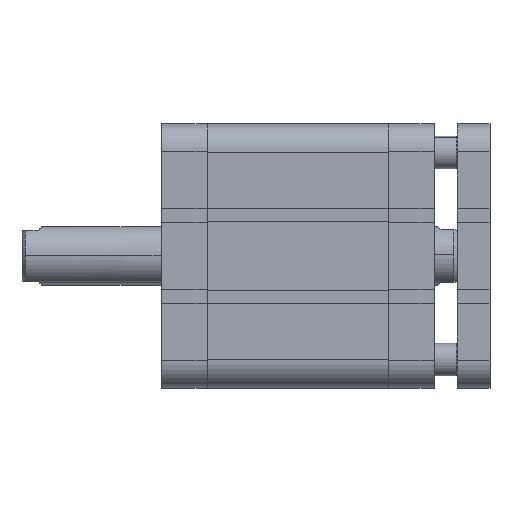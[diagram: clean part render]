
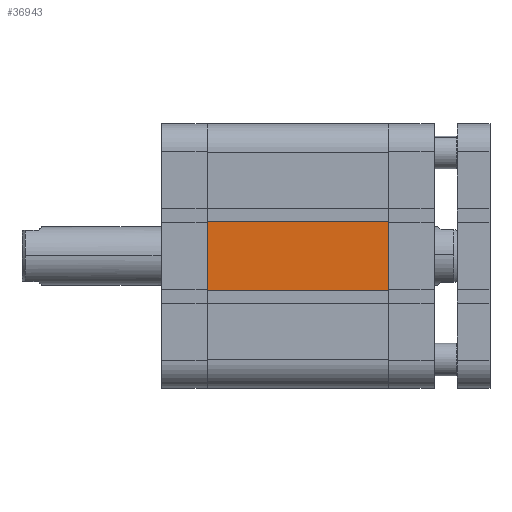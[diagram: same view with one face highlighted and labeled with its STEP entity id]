
A CAD part, front view. The second image highlights one B-rep face of the part: STEP entity #36943.
In plain terms, the highlighted planar face has unit normal (0, -1, 0).
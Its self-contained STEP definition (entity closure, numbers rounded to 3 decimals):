
#674 = ORIENTED_EDGE ( 'NONE', *, *, #33656, .F. ) ;
#1186 = CARTESIAN_POINT ( 'NONE',  ( 78., -56.75, 14.7 ) ) ;
#1421 = EDGE_CURVE ( 'NONE', #35394, #18723, #35050, .T. ) ;
#4376 = VERTEX_POINT ( 'NONE', #18118 ) ;
#8023 = LINE ( 'NONE', #22742, #22067 ) ;
#8843 = CARTESIAN_POINT ( 'NONE',  ( 78.001, -56.75, -14.7 ) ) ;
#9942 = DIRECTION ( 'NONE',  ( 0., 0., -1. ) ) ;
#10297 = DIRECTION ( 'NONE',  ( 0., 0., 1. ) ) ;
#13185 = ORIENTED_EDGE ( 'NONE', *, *, #34473, .T. ) ;
#14529 = PLANE ( 'NONE',  #20062 ) ;
#14536 = EDGE_LOOP ( 'NONE', ( #13185, #30296, #674, #16085 ) ) ;
#15361 = LINE ( 'NONE', #8843, #32707 ) ;
#16085 = ORIENTED_EDGE ( 'NONE', *, *, #1421, .F. ) ;
#17961 = CARTESIAN_POINT ( 'NONE',  ( 78., -56.75, -14.7 ) ) ;
#18118 = CARTESIAN_POINT ( 'NONE',  ( 0., -56.75, 14.7 ) ) ;
#18723 = VERTEX_POINT ( 'NONE', #17961 ) ;
#20062 = AXIS2_PLACEMENT_3D ( 'NONE', #29288, #38267, #10297 ) ;
#20297 = VECTOR ( 'NONE', #9942, 1000. ) ;
#21309 = DIRECTION ( 'NONE',  ( -1., 0., 0. ) ) ;
#22067 = VECTOR ( 'NONE', #22351, 1000. ) ;
#22089 = VECTOR ( 'NONE', #30991, 1000. ) ;
#22351 = DIRECTION ( 'NONE',  ( -1., 0., 0. ) ) ;
#22742 = CARTESIAN_POINT ( 'NONE',  ( 78.001, -56.75, 14.7 ) ) ;
#23711 = CARTESIAN_POINT ( 'NONE',  ( 0., -56.75, -14.7 ) ) ;
#25820 = FACE_OUTER_BOUND ( 'NONE', #14536, .T. ) ;
#27118 = CARTESIAN_POINT ( 'NONE',  ( 0., -56.75, -56.75 ) ) ;
#28634 = EDGE_CURVE ( 'NONE', #4376, #32471, #40375, .T. ) ;
#29288 = CARTESIAN_POINT ( 'NONE',  ( 78., -56.75, -56.75 ) ) ;
#30296 = ORIENTED_EDGE ( 'NONE', *, *, #28634, .T. ) ;
#30991 = DIRECTION ( 'NONE',  ( 0., 0., -1. ) ) ;
#32471 = VERTEX_POINT ( 'NONE', #23711 ) ;
#32707 = VECTOR ( 'NONE', #21309, 1000. ) ;
#33656 = EDGE_CURVE ( 'NONE', #18723, #32471, #15361, .T. ) ;
#34473 = EDGE_CURVE ( 'NONE', #35394, #4376, #8023, .T. ) ;
#35050 = LINE ( 'NONE', #37509, #20297 ) ;
#35394 = VERTEX_POINT ( 'NONE', #1186 ) ;
#36943 = ADVANCED_FACE ( 'NONE', ( #25820 ), #14529, .F. ) ;
#37509 = CARTESIAN_POINT ( 'NONE',  ( 78., -56.75, -56.75 ) ) ;
#38267 = DIRECTION ( 'NONE',  ( 0., 1., 0. ) ) ;
#40375 = LINE ( 'NONE', #27118, #22089 ) ;
